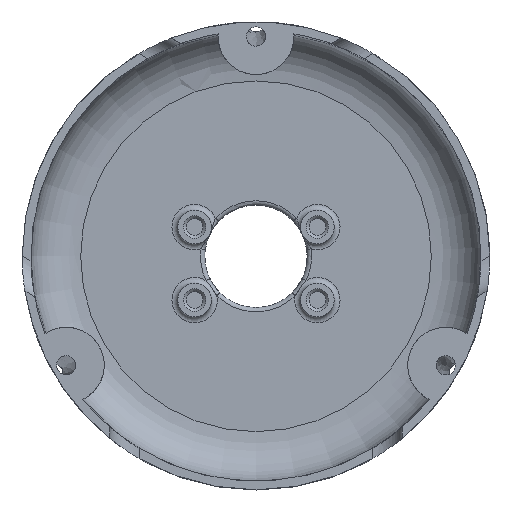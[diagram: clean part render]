
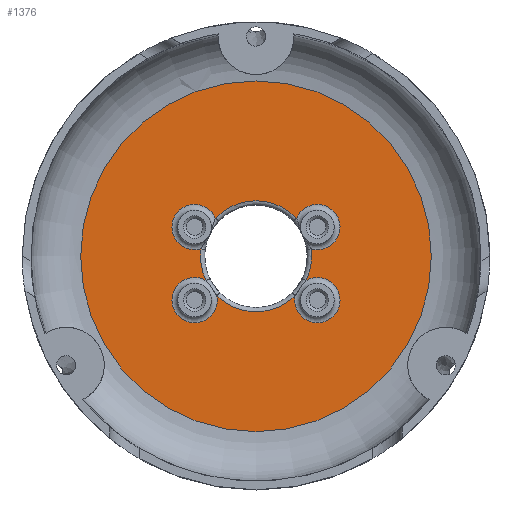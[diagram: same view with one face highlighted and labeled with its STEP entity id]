
A CAD part, top view. The second image highlights one B-rep face of the part: STEP entity #1376.
In plain terms, the highlighted planar face has unit normal (0, 0, 1).
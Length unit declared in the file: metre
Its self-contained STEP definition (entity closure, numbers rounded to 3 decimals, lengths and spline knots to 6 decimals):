
#135=PLANE('',#1508);
#285=ORIENTED_EDGE('',*,*,#693,.T.);
#286=ORIENTED_EDGE('',*,*,#694,.T.);
#287=ORIENTED_EDGE('',*,*,#695,.T.);
#288=ORIENTED_EDGE('',*,*,#696,.T.);
#289=ORIENTED_EDGE('',*,*,#697,.T.);
#290=ORIENTED_EDGE('',*,*,#698,.T.);
#291=ORIENTED_EDGE('',*,*,#699,.T.);
#292=ORIENTED_EDGE('',*,*,#700,.T.);
#293=ORIENTED_EDGE('',*,*,#701,.F.);
#693=EDGE_CURVE('',#894,#895,#1005,.T.);
#694=EDGE_CURVE('',#895,#896,#1006,.T.);
#695=EDGE_CURVE('',#896,#897,#1007,.T.);
#696=EDGE_CURVE('',#897,#898,#1008,.T.);
#697=EDGE_CURVE('',#898,#899,#1009,.T.);
#698=EDGE_CURVE('',#899,#900,#1010,.T.);
#699=EDGE_CURVE('',#900,#901,#1011,.T.);
#700=EDGE_CURVE('',#901,#894,#1012,.T.);
#701=EDGE_CURVE('',#902,#902,#1013,.T.);
#894=VERTEX_POINT('',#2190);
#895=VERTEX_POINT('',#2191);
#896=VERTEX_POINT('',#2193);
#897=VERTEX_POINT('',#2195);
#898=VERTEX_POINT('',#2197);
#899=VERTEX_POINT('',#2199);
#900=VERTEX_POINT('',#2201);
#901=VERTEX_POINT('',#2203);
#902=VERTEX_POINT('',#2206);
#1005=CIRCLE('',#1509,0.003875);
#1006=CIRCLE('',#1510,0.0095);
#1007=CIRCLE('',#1511,0.003875);
#1008=CIRCLE('',#1512,0.0095);
#1009=CIRCLE('',#1513,0.003875);
#1010=CIRCLE('',#1514,0.0095);
#1011=CIRCLE('',#1515,0.003875);
#1012=CIRCLE('',#1516,0.0095);
#1013=CIRCLE('',#1517,0.03);
#1097=EDGE_LOOP('',(#285,#286,#287,#288,#289,#290,#291,#292));
#1098=EDGE_LOOP('',(#293));
#1224=FACE_BOUND('',#1097,.T.);
#1225=FACE_BOUND('',#1098,.T.);
#1376=ADVANCED_FACE('',(#1224,#1225),#135,.F.);
#1508=AXIS2_PLACEMENT_3D('',#2188,#1740,#1741);
#1509=AXIS2_PLACEMENT_3D('',#2189,#1742,#1743);
#1510=AXIS2_PLACEMENT_3D('',#2192,#1744,#1745);
#1511=AXIS2_PLACEMENT_3D('',#2194,#1746,#1747);
#1512=AXIS2_PLACEMENT_3D('',#2196,#1748,#1749);
#1513=AXIS2_PLACEMENT_3D('',#2198,#1750,#1751);
#1514=AXIS2_PLACEMENT_3D('',#2200,#1752,#1753);
#1515=AXIS2_PLACEMENT_3D('',#2202,#1754,#1755);
#1516=AXIS2_PLACEMENT_3D('',#2204,#1756,#1757);
#1517=AXIS2_PLACEMENT_3D('',#2205,#1758,#1759);
#1740=DIRECTION('',(0.,0.,-1.));
#1741=DIRECTION('',(-1.,0.,0.));
#1742=DIRECTION('',(0.,0.,-1.));
#1743=DIRECTION('',(-1.,0.,0.));
#1744=DIRECTION('',(0.,0.,-1.));
#1745=DIRECTION('',(-1.,0.,0.));
#1746=DIRECTION('',(0.,0.,-1.));
#1747=DIRECTION('',(-1.,0.,0.));
#1748=DIRECTION('',(0.,0.,-1.));
#1749=DIRECTION('',(-1.,0.,0.));
#1750=DIRECTION('',(0.,0.,-1.));
#1751=DIRECTION('',(-1.,0.,0.));
#1752=DIRECTION('',(0.,0.,-1.));
#1753=DIRECTION('',(-1.,0.,0.));
#1754=DIRECTION('',(0.,0.,-1.));
#1755=DIRECTION('',(-1.,0.,0.));
#1756=DIRECTION('',(0.,0.,-1.));
#1757=DIRECTION('',(-1.,0.,0.));
#1758=DIRECTION('',(0.,0.,-1.));
#1759=DIRECTION('',(-1.,0.,0.));
#2188=CARTESIAN_POINT('',(0.015,0.,0.0015));
#2189=CARTESIAN_POINT('',(-0.0105,0.005,0.0015));
#2190=CARTESIAN_POINT('',(-0.009413,0.00128,0.0015));
#2191=CARTESIAN_POINT('',(-0.006927,0.006501,0.0015));
#2192=CARTESIAN_POINT('',(0.,0.,0.0015));
#2193=CARTESIAN_POINT('',(0.006927,0.006501,0.0015));
#2194=CARTESIAN_POINT('',(0.0105,0.005,0.0015));
#2195=CARTESIAN_POINT('',(0.009413,0.00128,0.0015));
#2196=CARTESIAN_POINT('',(0.,0.,0.0015));
#2197=CARTESIAN_POINT('',(0.008543,-0.004156,0.0015));
#2198=CARTESIAN_POINT('',(0.0105,-0.0075,0.0015));
#2199=CARTESIAN_POINT('',(0.006702,-0.006733,0.0015));
#2200=CARTESIAN_POINT('',(0.,0.,0.0015));
#2201=CARTESIAN_POINT('',(-0.006702,-0.006733,0.0015));
#2202=CARTESIAN_POINT('',(-0.0105,-0.0075,0.0015));
#2203=CARTESIAN_POINT('',(-0.008543,-0.004156,0.0015));
#2204=CARTESIAN_POINT('',(0.,0.,0.0015));
#2205=CARTESIAN_POINT('',(0.,0.,0.0015));
#2206=CARTESIAN_POINT('',(-0.03,0.,0.0015));
